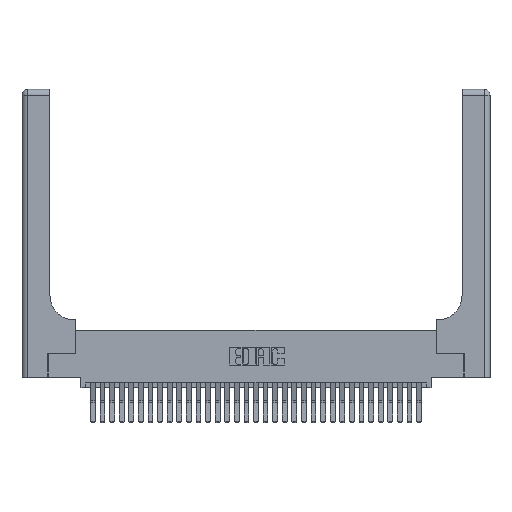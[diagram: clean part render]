
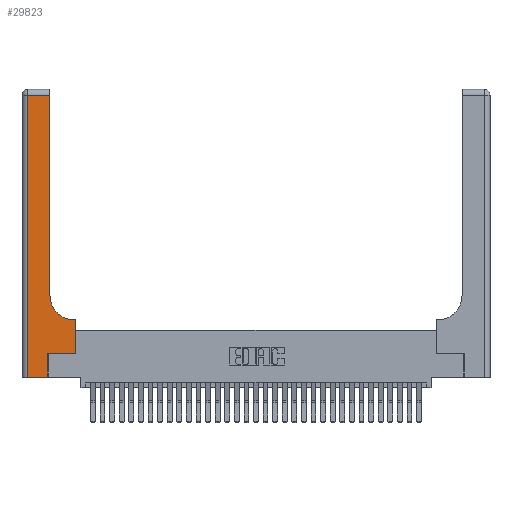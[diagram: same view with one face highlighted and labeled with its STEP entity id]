
A CAD part, top view. The second image highlights one B-rep face of the part: STEP entity #29823.
In plain terms, the highlighted planar face has unit normal (0, 0, 1).
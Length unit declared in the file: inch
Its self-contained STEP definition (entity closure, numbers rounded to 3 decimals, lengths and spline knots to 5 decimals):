
#918 = VECTOR ( 'NONE', #21242, 39.37008 ) ;
#1330 = LINE ( 'NONE', #2189, #8295 ) ;
#1824 = DIRECTION ( 'NONE',  ( 0., 0., -1. ) ) ;
#2189 = CARTESIAN_POINT ( 'NONE',  ( 0., 2.94, 0.37 ) ) ;
#2385 = EDGE_CURVE ( 'NONE', #13244, #15631, #1330, .T. ) ;
#2842 = CARTESIAN_POINT ( 'NONE',  ( 0.06, 3., 0.37 ) ) ;
#3212 = VERTEX_POINT ( 'NONE', #13048 ) ;
#4322 = EDGE_CURVE ( 'NONE', #6372, #5568, #19737, .T. ) ;
#4851 = LINE ( 'NONE', #5127, #31021 ) ;
#4917 = VECTOR ( 'NONE', #15299, 39.37008 ) ;
#5127 = CARTESIAN_POINT ( 'NONE',  ( 0.2915, 3., 0.37 ) ) ;
#5568 = VERTEX_POINT ( 'NONE', #5670 ) ;
#5670 = CARTESIAN_POINT ( 'NONE',  ( 0.5585, 0.25, 0.37 ) ) ;
#5926 = CARTESIAN_POINT ( 'NONE',  ( 0.269, 0., 0.37 ) ) ;
#6372 = VERTEX_POINT ( 'NONE', #14688 ) ;
#6926 = DIRECTION ( 'NONE',  ( 0., 0., -1. ) ) ;
#7211 = EDGE_CURVE ( 'NONE', #13669, #13244, #4851, .T. ) ;
#7693 = AXIS2_PLACEMENT_3D ( 'NONE', #22679, #6926, #25286 ) ;
#8189 = DIRECTION ( 'NONE',  ( 1., 0., 0. ) ) ;
#8295 = VECTOR ( 'NONE', #17969, 39.37008 ) ;
#8767 = AXIS2_PLACEMENT_3D ( 'NONE', #17603, #1824, #20254 ) ;
#9018 = CARTESIAN_POINT ( 'NONE',  ( 0.2915, 0.6, 0.37 ) ) ;
#11970 = ORIENTED_EDGE ( 'NONE', *, *, #16692, .T. ) ;
#12434 = CARTESIAN_POINT ( 'NONE',  ( 0.269, 0., 0.37 ) ) ;
#13048 = CARTESIAN_POINT ( 'NONE',  ( 0.5415, 0.6, 0.37 ) ) ;
#13244 = VERTEX_POINT ( 'NONE', #32967 ) ;
#13669 = VERTEX_POINT ( 'NONE', #32123 ) ;
#14021 = LINE ( 'NONE', #2842, #918 ) ;
#14430 = DIRECTION ( 'NONE',  ( 0., 1., 0. ) ) ;
#14441 = ORIENTED_EDGE ( 'NONE', *, *, #7211, .T. ) ;
#14688 = CARTESIAN_POINT ( 'NONE',  ( 0.269, 0.25, 0.37 ) ) ;
#14741 = CARTESIAN_POINT ( 'NONE',  ( 0.5585, 0.6, 0.37 ) ) ;
#14925 = ORIENTED_EDGE ( 'NONE', *, *, #14963, .T. ) ;
#14963 = EDGE_CURVE ( 'NONE', #18310, #3212, #33766, .T. ) ;
#15082 = DIRECTION ( 'NONE',  ( 0., 1., 0. ) ) ;
#15299 = DIRECTION ( 'NONE',  ( 1., 0., 0. ) ) ;
#15631 = VERTEX_POINT ( 'NONE', #20072 ) ;
#16094 = ORIENTED_EDGE ( 'NONE', *, *, #18675, .T. ) ;
#16692 = EDGE_CURVE ( 'NONE', #29539, #6372, #32885, .T. ) ;
#17100 = ORIENTED_EDGE ( 'NONE', *, *, #31476, .T. ) ;
#17239 = CARTESIAN_POINT ( 'NONE',  ( 0.5585, 0.25, 0.37 ) ) ;
#17603 = CARTESIAN_POINT ( 'NONE',  ( 0.5415, 0.85, 0.37 ) ) ;
#17969 = DIRECTION ( 'NONE',  ( -1., 0., 0. ) ) ;
#18294 = VECTOR ( 'NONE', #15082, 39.37008 ) ;
#18310 = VERTEX_POINT ( 'NONE', #14741 ) ;
#18675 = EDGE_CURVE ( 'NONE', #3212, #13669, #28418, .T. ) ;
#18948 = EDGE_CURVE ( 'NONE', #15631, #29679, #14021, .T. ) ;
#19737 = LINE ( 'NONE', #33478, #4917 ) ;
#20072 = CARTESIAN_POINT ( 'NONE',  ( 0.06, 2.94, 0.37 ) ) ;
#20090 = PLANE ( 'NONE',  #7693 ) ;
#20254 = DIRECTION ( 'NONE',  ( 1., 0., 0. ) ) ;
#21242 = DIRECTION ( 'NONE',  ( 0., -1., 0. ) ) ;
#22592 = ORIENTED_EDGE ( 'NONE', *, *, #29151, .T. ) ;
#22679 = CARTESIAN_POINT ( 'NONE',  ( 0., 3., 0.37 ) ) ;
#23477 = DIRECTION ( 'NONE',  ( 0., 1., 0. ) ) ;
#23922 = CARTESIAN_POINT ( 'NONE',  ( 0., 0., 0.37 ) ) ;
#24176 = ORIENTED_EDGE ( 'NONE', *, *, #4322, .T. ) ;
#25111 = LINE ( 'NONE', #17239, #31186 ) ;
#25286 = DIRECTION ( 'NONE',  ( -1., 0., 0. ) ) ;
#25748 = VECTOR ( 'NONE', #8189, 39.37008 ) ;
#27378 = ORIENTED_EDGE ( 'NONE', *, *, #2385, .T. ) ;
#28418 = CIRCLE ( 'NONE', #8767, 0.25 ) ;
#28715 = EDGE_LOOP ( 'NONE', ( #14441, #27378, #31672, #17100, #11970, #24176, #22592, #14925, #16094 ) ) ;
#29151 = EDGE_CURVE ( 'NONE', #5568, #18310, #25111, .T. ) ;
#29539 = VERTEX_POINT ( 'NONE', #5926 ) ;
#29679 = VERTEX_POINT ( 'NONE', #29925 ) ;
#29823 = ADVANCED_FACE ( 'NONE', ( #29907 ), #20090, .F. ) ;
#29907 = FACE_OUTER_BOUND ( 'NONE', #28715, .T. ) ;
#29925 = CARTESIAN_POINT ( 'NONE',  ( 0.06, 0., 0.37 ) ) ;
#29926 = DIRECTION ( 'NONE',  ( -1., 0., 0. ) ) ;
#31021 = VECTOR ( 'NONE', #23477, 39.37008 ) ;
#31186 = VECTOR ( 'NONE', #14430, 39.37008 ) ;
#31476 = EDGE_CURVE ( 'NONE', #29679, #29539, #32557, .T. ) ;
#31672 = ORIENTED_EDGE ( 'NONE', *, *, #18948, .T. ) ;
#32118 = VECTOR ( 'NONE', #29926, 39.37008 ) ;
#32123 = CARTESIAN_POINT ( 'NONE',  ( 0.2915, 0.85, 0.37 ) ) ;
#32557 = LINE ( 'NONE', #23922, #25748 ) ;
#32885 = LINE ( 'NONE', #12434, #18294 ) ;
#32967 = CARTESIAN_POINT ( 'NONE',  ( 0.2915, 2.94, 0.37 ) ) ;
#33478 = CARTESIAN_POINT ( 'NONE',  ( 0.269, 0.25, 0.37 ) ) ;
#33766 = LINE ( 'NONE', #9018, #32118 ) ;
